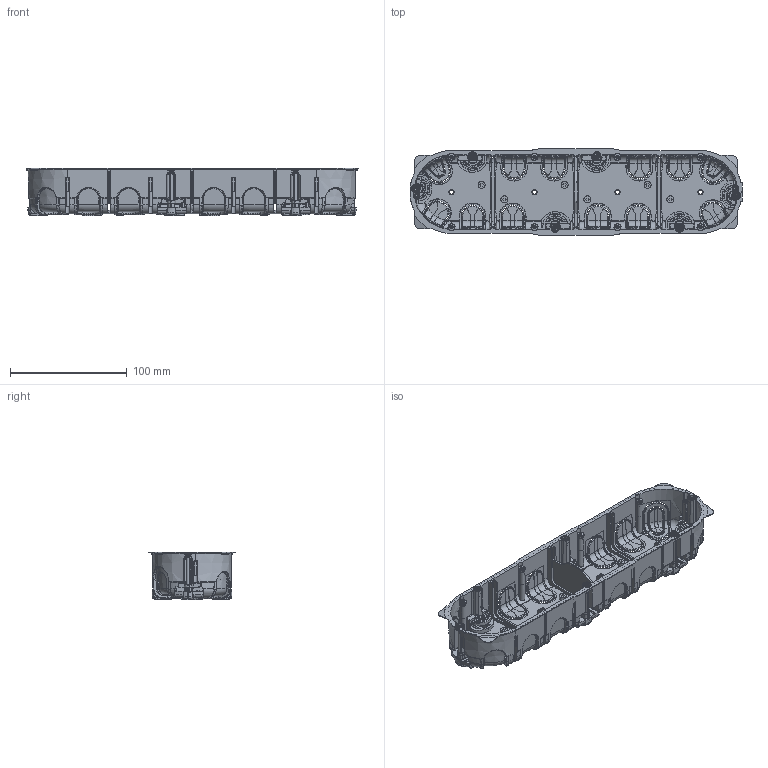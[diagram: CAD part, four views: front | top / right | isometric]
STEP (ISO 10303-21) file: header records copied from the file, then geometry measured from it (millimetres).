
FILE_DESCRIPTION(('CATIA V5 STEP Exchange','CAx-IF Rec.Pracs.--- Model Styling and Organization---1.4--- 2014-01-23'),'2;1');
FILE_NAME('080044 _AllCATPart.stp','2021-04-27T07:50:45+00:00',('none'),('none'),'CATIA Version 5-6 Release 2017 SP5','CATIA V5 STEP AP214','none');
FILE_SCHEMA(('AUTOMOTIVE_DESIGN { 1 0 10303 214 1 1 1 1 }'));
Length unit declared in the file: millimetre
Products named in the file (1): 080044 _AllCATPart
Bounding box: 284 x 73.8 x 40.6 mm (x, y, z)
Volume: 82284.5 mm3; surface area: 113998.4 mm2
Topology: 16 solids, 16 shells, 5320 faces, 14941 edges, 9478 vertices
Faces by surface type: plane 1911, bspline 1178, cylinder 1071, cone 801, torus 261, sphere 88, revolution 6, extrusion 4
Entity records: 232871 total; most frequent: CARTESIAN_POINT 120171, ORIENTED_EDGE 29670, EDGE_CURVE 14835, DIRECTION 13179, VERTEX_POINT 9478, B_SPLINE_CURVE_WITH_KNOTS 7868, EDGE_LOOP 5459, ADVANCED_FACE 5320
